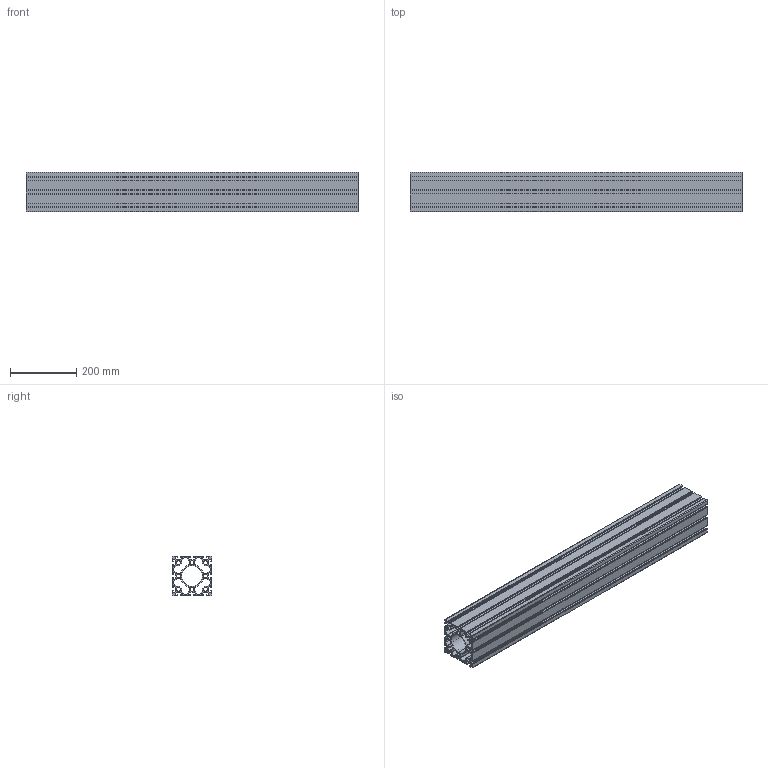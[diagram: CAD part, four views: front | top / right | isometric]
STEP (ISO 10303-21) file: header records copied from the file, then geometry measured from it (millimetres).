
FILE_DESCRIPTION (( 'STEP AP214' ), '1' );
FILE_NAME ('1.1212.12.SPSS.STEP', '2025-06-11T15:14:08', ( '' ), ( '' ), 'SwSTEP 2.0', 'SolidWorks 2023', '' );
FILE_SCHEMA (( 'AUTOMOTIVE_DESIGN' ));
Length unit declared in the file: millimetre
Products named in the file (1): 1.1212.12.SPSS
Bounding box: 1000 x 120 x 120 mm (x, y, z)
Volume: 4059782 mm3; surface area: 1978704.5 mm2
Topology: 1 solids, 1 shells, 370 faces, 1104 edges, 736 vertices
Faces by surface type: plane 214, cylinder 156
Entity records: 12539 total; most frequent: CARTESIAN_POINT 2211, ORIENTED_EDGE 2208, DIRECTION 2158, EDGE_CURVE 1104, VECTOR 792, LINE 792, VERTEX_POINT 736, AXIS2_PLACEMENT_3D 683
